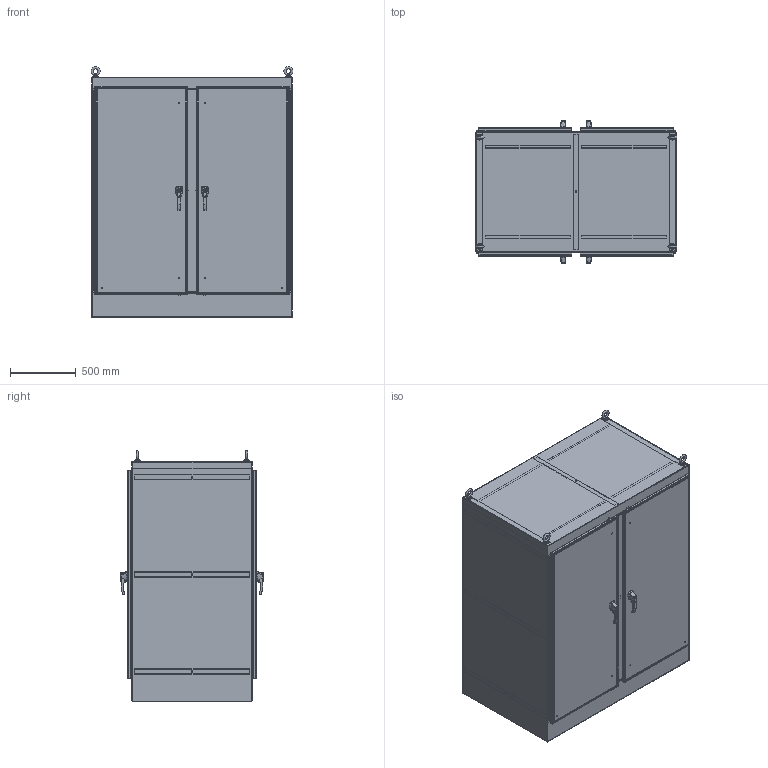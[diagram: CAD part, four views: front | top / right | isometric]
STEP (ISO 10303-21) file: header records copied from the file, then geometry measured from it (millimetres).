
FILE_DESCRIPTION (( 'STEP AP203' ), '1' );
FILE_NAME ('HN4FS726036DASS.step', '2020-11-12T20:39:33', ( 'ADC123' ), ( 'Microsoft' ), 'SwSTEP 2.0', 'SolidWorks 2019', '' );
FILE_SCHEMA (( 'CONFIG_CONTROL_DESIGN' ));
Products named in the file (1): HN4FS726036DASS
Bounding box: 1539.34 x 1083.67 x 1911.08 mm (x, y, z)
Volume: 37614713.2 mm3; surface area: 31113162.4 mm2
Topology: 197 solids, 205 shells, 5471 faces, 14196 edges, 9216 vertices
Faces by surface type: plane 2837, cylinder 2144, cone 256, bspline 234
Full cylindrical faces by diameter (mm): 2.54 x4, 4.394 x4, 5.105 x12, 5.893 x4, 5.918 x4, 6.248 x12, 6.35 x36, 6.528 x16, 7.112 x16, 7.137 x16, 7.442 x12, 7.722 x40, 7.937 x31, 7.938 x1, 7.95 x8, 8.128 x4, 8.255 x4, 8.484 x4, 8.89 x4, 9.398 x8, 9.525 x4, 9.906 x16, 10.49 x8, 11.176 x8, 12.7 x8, 13.335 x4, 13.376 x4, 15.24 x4, 15.85 x4, 15.875 x12
Entity records: 196772 total; most frequent: CARTESIAN_POINT 64363, ORIENTED_EDGE 27378, DIRECTION 26873, EDGE_CURVE 13689, AXIS2_PLACEMENT_3D 9434, VERTEX_POINT 9176, VECTOR 8005, LINE 8005
